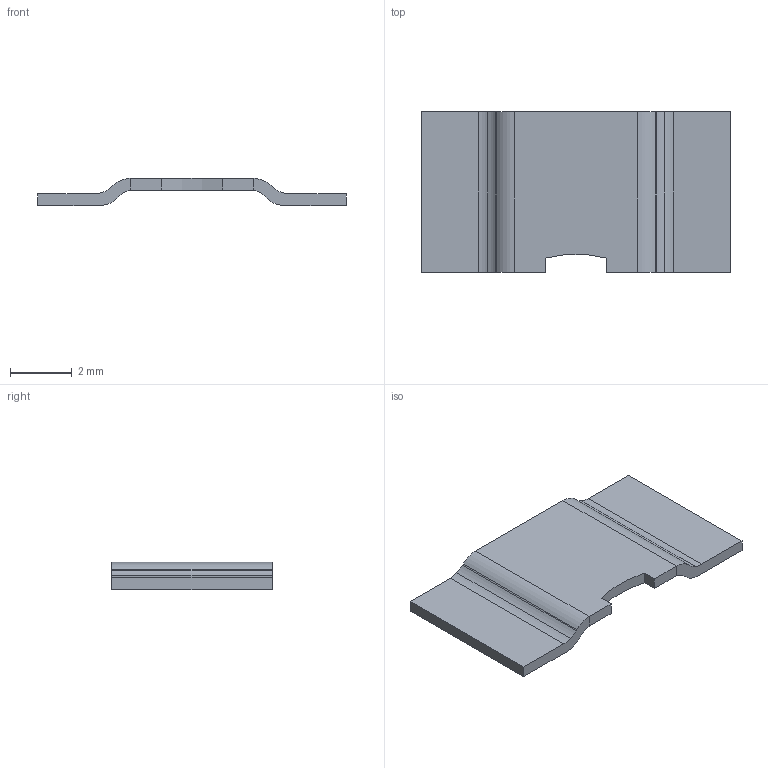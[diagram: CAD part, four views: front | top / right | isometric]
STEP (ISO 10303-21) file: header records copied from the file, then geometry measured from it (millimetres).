
FILE_DESCRIPTION (( 'STEP AP214' ), '1' );
FILE_NAME ('WSL3921 (0.001).step', '2018-11-05T16:57:39', ( '' ), ( '' ), 'SwSTEP 2.0', 'SolidWorks 2018', '' );
FILE_SCHEMA (( 'AUTOMOTIVE_DESIGN' ));
Length unit declared in the file: millimetre
Products named in the file (1): WSL3921 (0.001)
Bounding box: 10 x 5.2 x 0.88 mm (x, y, z)
Volume: 20.2 mm3; surface area: 124.9 mm2
Topology: 3 solids, 3 shells, 38 faces, 96 edges, 64 vertices
Faces by surface type: plane 25, cylinder 13
Entity records: 1198 total; most frequent: DIRECTION 200, CARTESIAN_POINT 199, ORIENTED_EDGE 192, EDGE_CURVE 96, LINE 70, VECTOR 70, AXIS2_PLACEMENT_3D 65, VERTEX_POINT 64
